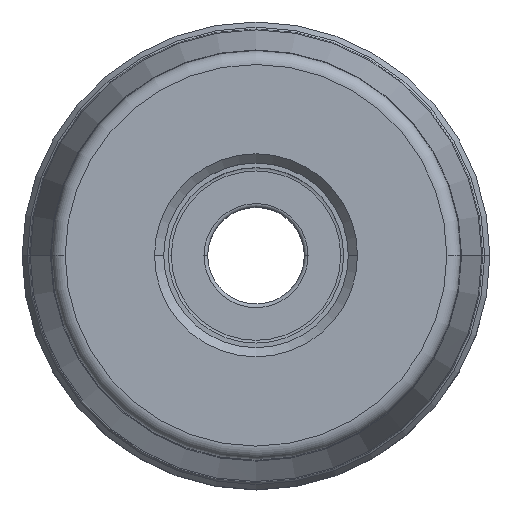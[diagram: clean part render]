
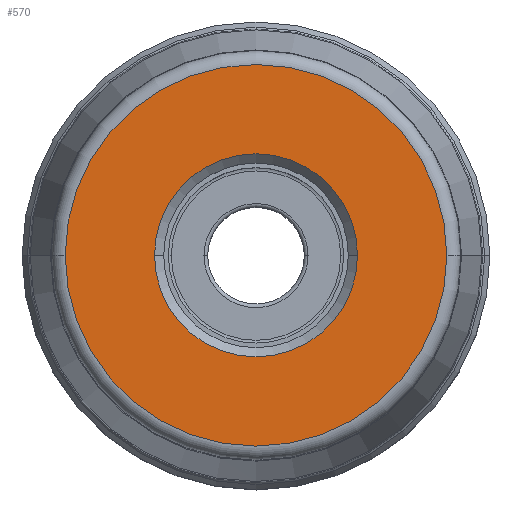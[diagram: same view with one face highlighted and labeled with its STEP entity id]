
A CAD part, top view. The second image highlights one B-rep face of the part: STEP entity #570.
In plain terms, the highlighted planar face has unit normal (0, 0, 1).
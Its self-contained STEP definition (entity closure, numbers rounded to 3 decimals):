
#570=ADVANCED_FACE('',(#616,#617),#606,.F.);
#606=PLANE('',#3344);
#616=FACE_BOUND('',#765,.T.);
#617=FACE_BOUND('',#766,.T.);
#765=EDGE_LOOP('',(#1404,#1405,#1406,#1407));
#766=EDGE_LOOP('',(#1408,#1409,#1410,#1411));
#1404=ORIENTED_EDGE('',*,*,#2114,.F.);
#1405=ORIENTED_EDGE('',*,*,#2112,.F.);
#1406=ORIENTED_EDGE('',*,*,#2111,.T.);
#1407=ORIENTED_EDGE('',*,*,#2115,.T.);
#1408=ORIENTED_EDGE('',*,*,#2116,.T.);
#1409=ORIENTED_EDGE('',*,*,#2117,.T.);
#1410=ORIENTED_EDGE('',*,*,#2118,.T.);
#1411=ORIENTED_EDGE('',*,*,#2119,.T.);
#1748=VERTEX_POINT('',#6255);
#1749=VERTEX_POINT('',#6257);
#1750=VERTEX_POINT('',#6259);
#1751=VERTEX_POINT('',#6263);
#1752=VERTEX_POINT('',#6267);
#1753=VERTEX_POINT('',#6268);
#1754=VERTEX_POINT('',#6270);
#1755=VERTEX_POINT('',#6272);
#2111=EDGE_CURVE('',#1749,#1748,#2576,.T.);
#2112=EDGE_CURVE('',#1749,#1750,#2577,.T.);
#2114=EDGE_CURVE('',#1750,#1751,#2579,.T.);
#2115=EDGE_CURVE('',#1748,#1751,#2580,.T.);
#2116=EDGE_CURVE('',#1752,#1753,#2581,.T.);
#2117=EDGE_CURVE('',#1753,#1754,#2582,.T.);
#2118=EDGE_CURVE('',#1754,#1755,#2583,.T.);
#2119=EDGE_CURVE('',#1755,#1752,#2584,.T.);
#2576=CIRCLE('',#3333,20.725);
#2577=CIRCLE('',#3334,20.725);
#2579=CIRCLE('',#3337,20.725);
#2580=CIRCLE('',#3338,20.725);
#2581=CIRCLE('',#3340,11.025);
#2582=CIRCLE('',#3341,11.025);
#2583=CIRCLE('',#3342,11.025);
#2584=CIRCLE('',#3343,11.025);
#3333=AXIS2_PLACEMENT_3D('',#6256,#4113,#4114);
#3334=AXIS2_PLACEMENT_3D('',#6258,#4115,#4116);
#3337=AXIS2_PLACEMENT_3D('',#6262,#4121,#4122);
#3338=AXIS2_PLACEMENT_3D('',#6264,#4123,#4124);
#3340=AXIS2_PLACEMENT_3D('',#6266,#4127,#4128);
#3341=AXIS2_PLACEMENT_3D('',#6269,#4129,#4130);
#3342=AXIS2_PLACEMENT_3D('',#6271,#4131,#4132);
#3343=AXIS2_PLACEMENT_3D('',#6273,#4133,#4134);
#3344=AXIS2_PLACEMENT_3D('',#6274,#4135,#4136);
#4113=DIRECTION('',(0.,0.,1.));
#4114=DIRECTION('',(1.,0.,0.));
#4115=DIRECTION('',(0.,0.,-1.));
#4116=DIRECTION('',(-1.,0.,0.));
#4121=DIRECTION('',(0.,0.,-1.));
#4122=DIRECTION('',(-1.,0.,0.));
#4123=DIRECTION('',(0.,0.,1.));
#4124=DIRECTION('',(1.,0.,0.));
#4127=DIRECTION('',(0.,0.,-1.));
#4128=DIRECTION('',(0.,-1.,0.));
#4129=DIRECTION('',(0.,0.,-1.));
#4130=DIRECTION('',(-1.,0.,0.));
#4131=DIRECTION('',(0.,0.,-1.));
#4132=DIRECTION('',(0.,1.,0.));
#4133=DIRECTION('',(0.,0.,-1.));
#4134=DIRECTION('',(1.,0.,0.));
#4135=DIRECTION('',(0.,0.,-1.));
#4136=DIRECTION('',(1.,0.,0.));
#6255=CARTESIAN_POINT('',(20.725,0.,0.));
#6256=CARTESIAN_POINT('',(0.,0.,0.));
#6257=CARTESIAN_POINT('',(20.725,-0.02,0.));
#6258=CARTESIAN_POINT('',(0.,0.,0.));
#6259=CARTESIAN_POINT('',(-20.725,0.,0.));
#6262=CARTESIAN_POINT('',(0.,0.,0.));
#6263=CARTESIAN_POINT('',(-20.725,0.02,0.));
#6264=CARTESIAN_POINT('',(0.,0.,0.));
#6266=CARTESIAN_POINT('',(0.,0.,0.));
#6267=CARTESIAN_POINT('',(0.,-11.025,0.));
#6268=CARTESIAN_POINT('',(-11.025,0.,0.));
#6269=CARTESIAN_POINT('',(0.,0.,0.));
#6270=CARTESIAN_POINT('',(0.,11.025,0.));
#6271=CARTESIAN_POINT('',(0.,0.,0.));
#6272=CARTESIAN_POINT('',(11.025,0.,0.));
#6273=CARTESIAN_POINT('',(0.,0.,0.));
#6274=CARTESIAN_POINT('',(0.,0.,0.));
